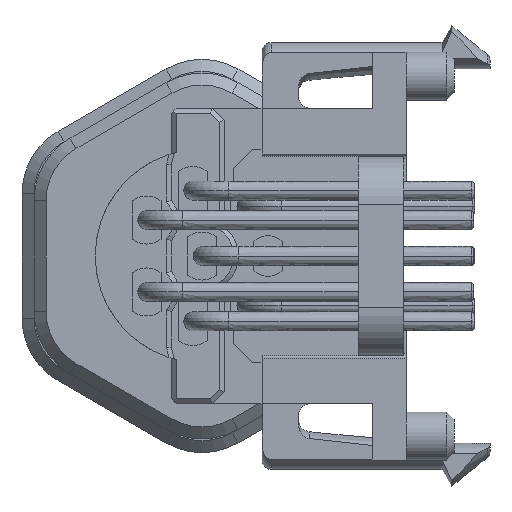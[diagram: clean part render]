
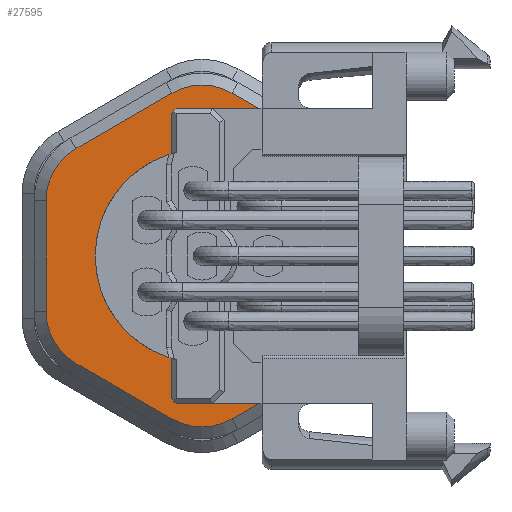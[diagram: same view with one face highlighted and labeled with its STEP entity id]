
A CAD part, left-side view. The second image highlights one B-rep face of the part: STEP entity #27595.
In plain terms, the highlighted planar face has unit normal (-1, 0, 0).
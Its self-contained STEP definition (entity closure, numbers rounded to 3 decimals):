
#5378=DIRECTION('',(0.,-0.866,0.5));
#5379=VECTOR('',#5378,1.81);
#5380=CARTESIAN_POINT('',(7.3,-1.251,
-6.788));
#5381=LINE('',#5380,#5379);
#5382=CARTESIAN_POINT('',(7.3,0.,-4.623));
#5383=DIRECTION('',(-1.,0.,0.));
#5384=DIRECTION('',(0.,0.5,-0.866));
#5385=AXIS2_PLACEMENT_3D('',#5382,#5383,#5384);
#5387=DIRECTION('',(0.,-0.866,-0.5));
#5388=VECTOR('',#5387,4.62);
#5389=CARTESIAN_POINT('',(7.3,5.251,-4.476));
#5390=LINE('',#5389,#5388);
#5391=CARTESIAN_POINT('',(7.3,4.,-2.311));
#5392=DIRECTION('',(-1.,0.,0.));
#5393=DIRECTION('',(0.,1.,0.));
#5394=AXIS2_PLACEMENT_3D('',#5391,#5392,#5393);
#5396=DIRECTION('',(0.,0.,-1.));
#5397=VECTOR('',#5396,4.623);
#5398=CARTESIAN_POINT('',(7.3,6.5,2.311));
#5399=LINE('',#5398,#5397);
#5400=CARTESIAN_POINT('',(7.3,4.,2.311));
#5401=DIRECTION('',(-1.,0.,0.));
#5402=DIRECTION('',(0.,0.5,0.866));
#5403=AXIS2_PLACEMENT_3D('',#5400,#5401,#5402);
#5405=DIRECTION('',(0.,0.866,-0.5));
#5406=VECTOR('',#5405,4.62);
#5407=CARTESIAN_POINT('',(7.3,1.251,6.788));
#5408=LINE('',#5407,#5406);
#5409=CARTESIAN_POINT('',(7.3,0.,4.623));
#5410=DIRECTION('',(-1.,0.,0.));
#5411=DIRECTION('',(0.,-0.5,0.866));
#5412=AXIS2_PLACEMENT_3D('',#5409,#5410,#5411);
#5414=DIRECTION('',(0.,0.866,0.5));
#5415=VECTOR('',#5414,1.81);
#5416=CARTESIAN_POINT('',(7.3,-2.818,5.882));
#5417=LINE('',#5416,#5415);
#5418=DIRECTION('',(0.,0.,-1.));
#5419=VECTOR('',#5418,1.);
#5420=CARTESIAN_POINT('',(7.3,-5.1,3.855));
#5421=LINE('',#5420,#5419);
#7039=DIRECTION('',(0.,0.,1.));
#7040=VECTOR('',#7039,5.711);
#7041=CARTESIAN_POINT('',(7.3,-5.1,-2.855));
#7042=LINE('',#7041,#7040);
#7367=DIRECTION('',(0.,0.,1.));
#7368=VECTOR('',#7367,0.295);
#7369=CARTESIAN_POINT('',(7.3,-5.1,3.855));
#7370=LINE('',#7369,#7368);
#7375=CARTESIAN_POINT('',(7.3,-4.6,4.15));
#7376=DIRECTION('',(1.,0.,0.));
#7377=DIRECTION('',(0.,0.,1.));
#7378=AXIS2_PLACEMENT_3D('',#7375,#7376,#7377);
#7384=DIRECTION('',(0.,1.,0.));
#7385=VECTOR('',#7384,1.782);
#7386=CARTESIAN_POINT('',(7.3,-4.6,4.65));
#7387=LINE('',#7386,#7385);
#7397=DIRECTION('',(0.,0.,-1.));
#7398=VECTOR('',#7397,1.232);
#7399=CARTESIAN_POINT('',(7.3,-2.818,5.882));
#7400=LINE('',#7399,#7398);
#7645=DIRECTION('',(0.,0.,-1.));
#7646=VECTOR('',#7645,1.232);
#7647=CARTESIAN_POINT('',(7.3,-2.818,-4.65));
#7648=LINE('',#7647,#7646);
#7653=DIRECTION('',(0.,-1.,0.));
#7654=VECTOR('',#7653,1.782);
#7655=CARTESIAN_POINT('',(7.3,-2.818,-4.65));
#7656=LINE('',#7655,#7654);
#7670=CARTESIAN_POINT('',(7.3,-4.6,-4.15));
#7671=DIRECTION('',(1.,0.,0.));
#7672=DIRECTION('',(0.,-1.,0.));
#7673=AXIS2_PLACEMENT_3D('',#7670,#7671,#7672);
#7679=DIRECTION('',(0.,0.,1.));
#7680=VECTOR('',#7679,0.295);
#7681=CARTESIAN_POINT('',(7.3,-5.1,-4.15));
#7682=LINE('',#7681,#7680);
#7825=CARTESIAN_POINT('',(7.3,0.,0.));
#7826=DIRECTION('',(1.,0.,0.));
#7827=DIRECTION('',(0.,-1.,0.));
#7828=AXIS2_PLACEMENT_3D('',#7825,#7826,#7827);
#7856=CARTESIAN_POINT('',(7.3,0.,0.));
#7857=DIRECTION('',(1.,0.,0.));
#7858=DIRECTION('',(0.,1.,0.));
#7859=AXIS2_PLACEMENT_3D('',#7856,#7857,#7858);
#10943=DIRECTION('',(0.,0.,-1.));
#10944=VECTOR('',#10943,1.);
#10945=CARTESIAN_POINT('',(7.3,-5.1,-2.855));
#10946=LINE('',#10945,#10944);
#20920=CARTESIAN_POINT('',(7.3,6.5,2.311));
#20921=CARTESIAN_POINT('',(7.3,6.5,
-2.311));
#20922=VERTEX_POINT('',#20920);
#20923=VERTEX_POINT('',#20921);
#20928=CARTESIAN_POINT('',(7.3,5.251,-4.476));
#20929=VERTEX_POINT('',#20928);
#20932=CARTESIAN_POINT('',(7.3,1.251,
-6.788));
#20933=VERTEX_POINT('',#20932);
#20936=CARTESIAN_POINT('',(7.3,-1.251,-6.788));
#20937=VERTEX_POINT('',#20936);
#20950=CARTESIAN_POINT('',(7.3,-1.251,6.788));
#20951=CARTESIAN_POINT('',(7.3,1.251,6.788));
#20952=VERTEX_POINT('',#20950);
#20953=VERTEX_POINT('',#20951);
#20956=CARTESIAN_POINT('',(7.3,5.251,4.476));
#20957=VERTEX_POINT('',#20956);
#21021=CARTESIAN_POINT('',(7.3,4.45,0.));
#21022=CARTESIAN_POINT('',(7.3,-4.45,0.));
#21023=VERTEX_POINT('',#21021);
#21024=VERTEX_POINT('',#21022);
#21045=CARTESIAN_POINT('',(7.3,-5.1,3.855));
#21046=CARTESIAN_POINT('',(7.3,-5.1,2.855));
#21047=VERTEX_POINT('',#21045);
#21048=VERTEX_POINT('',#21046);
#21049=CARTESIAN_POINT('',(7.3,-2.818,-4.65));
#21050=CARTESIAN_POINT('',(7.3,-2.818,-5.882));
#21051=VERTEX_POINT('',#21049);
#21052=VERTEX_POINT('',#21050);
#21053=CARTESIAN_POINT('',(7.3,-4.6,-4.65));
#21054=VERTEX_POINT('',#21053);
#21057=CARTESIAN_POINT('',(7.3,-5.1,-4.15));
#21058=CARTESIAN_POINT('',(7.3,-5.1,-3.855));
#21059=VERTEX_POINT('',#21057);
#21060=VERTEX_POINT('',#21058);
#21063=CARTESIAN_POINT('',(7.3,-4.6,4.65));
#21064=CARTESIAN_POINT('',(7.3,-2.818,4.65));
#21065=VERTEX_POINT('',#21063);
#21066=VERTEX_POINT('',#21064);
#21077=CARTESIAN_POINT('',(7.3,-2.818,5.882));
#21078=VERTEX_POINT('',#21077);
#21079=CARTESIAN_POINT('',(7.3,-5.1,-2.855));
#21080=VERTEX_POINT('',#21079);
#21081=CARTESIAN_POINT('',(7.3,-5.1,4.15));
#21082=VERTEX_POINT('',#21081);
#27543=CARTESIAN_POINT('',(7.3,0.,0.));
#27544=DIRECTION('',(-1.,0.,0.));
#27545=DIRECTION('',(0.,-1.,0.));
#27546=AXIS2_PLACEMENT_3D('',#27543,#27544,#27545);
#27547=PLANE('',#27546);
#27549=ORIENTED_EDGE('',*,*,#27548,.T.);
#27551=ORIENTED_EDGE('',*,*,#27550,.F.);
#27553=ORIENTED_EDGE('',*,*,#27552,.T.);
#27555=ORIENTED_EDGE('',*,*,#27554,.F.);
#27557=ORIENTED_EDGE('',*,*,#27556,.T.);
#27559=ORIENTED_EDGE('',*,*,#27558,.F.);
#27561=ORIENTED_EDGE('',*,*,#27560,.T.);
#27563=ORIENTED_EDGE('',*,*,#27562,.F.);
#27565=ORIENTED_EDGE('',*,*,#27564,.F.);
#27567=ORIENTED_EDGE('',*,*,#27566,.F.);
#27569=ORIENTED_EDGE('',*,*,#27568,.F.);
#27570=ORIENTED_EDGE('',*,*,#27533,.F.);
#27572=ORIENTED_EDGE('',*,*,#27571,.F.);
#27574=ORIENTED_EDGE('',*,*,#27573,.F.);
#27576=ORIENTED_EDGE('',*,*,#27575,.F.);
#27578=ORIENTED_EDGE('',*,*,#27577,.F.);
#27580=ORIENTED_EDGE('',*,*,#27579,.T.);
#27582=ORIENTED_EDGE('',*,*,#27581,.F.);
#27584=ORIENTED_EDGE('',*,*,#27583,.T.);
#27586=ORIENTED_EDGE('',*,*,#27585,.F.);
#27587=EDGE_LOOP('',(#27549,#27551,#27553,#27555,#27557,#27559,#27561,#27563,
#27565,#27567,#27569,#27570,#27572,#27574,#27576,#27578,#27580,#27582,#27584,
#27586));
#27588=FACE_OUTER_BOUND('',#27587,.F.);
#27590=ORIENTED_EDGE('',*,*,#27589,.F.);
#27592=ORIENTED_EDGE('',*,*,#27591,.F.);
#27593=EDGE_LOOP('',(#27590,#27592));
#27594=FACE_BOUND('',#27593,.F.);
#27595=ADVANCED_FACE('',(#27588,#27594),#27547,.T.);
#5386=CIRCLE('',#5385,2.5);
#5395=CIRCLE('',#5394,2.5);
#5404=CIRCLE('',#5403,2.5);
#5413=CIRCLE('',#5412,2.5);
#7379=CIRCLE('',#7378,0.5);
#7674=CIRCLE('',#7673,0.5);
#7829=CIRCLE('',#7828,4.45);
#7860=CIRCLE('',#7859,4.45);
#27533=EDGE_CURVE('',#20922,#20923,#5399,.T.);
#27548=EDGE_CURVE('',#21047,#21048,#5421,.T.);
#27550=EDGE_CURVE('',#21080,#21048,#7042,.T.);
#27552=EDGE_CURVE('',#21080,#21060,#10946,.T.);
#27554=EDGE_CURVE('',#21059,#21060,#7682,.T.);
#27556=EDGE_CURVE('',#21059,#21054,#7674,.T.);
#27558=EDGE_CURVE('',#21051,#21054,#7656,.T.);
#27560=EDGE_CURVE('',#21051,#21052,#7648,.T.);
#27562=EDGE_CURVE('',#20937,#21052,#5381,.T.);
#27564=EDGE_CURVE('',#20933,#20937,#5386,.T.);
#27566=EDGE_CURVE('',#20929,#20933,#5390,.T.);
#27568=EDGE_CURVE('',#20923,#20929,#5395,.T.);
#27571=EDGE_CURVE('',#20957,#20922,#5404,.T.);
#27573=EDGE_CURVE('',#20953,#20957,#5408,.T.);
#27575=EDGE_CURVE('',#20952,#20953,#5413,.T.);
#27577=EDGE_CURVE('',#21078,#20952,#5417,.T.);
#27579=EDGE_CURVE('',#21078,#21066,#7400,.T.);
#27581=EDGE_CURVE('',#21065,#21066,#7387,.T.);
#27583=EDGE_CURVE('',#21065,#21082,#7379,.T.);
#27585=EDGE_CURVE('',#21047,#21082,#7370,.T.);
#27589=EDGE_CURVE('',#21023,#21024,#7860,.T.);
#27591=EDGE_CURVE('',#21024,#21023,#7829,.T.);
